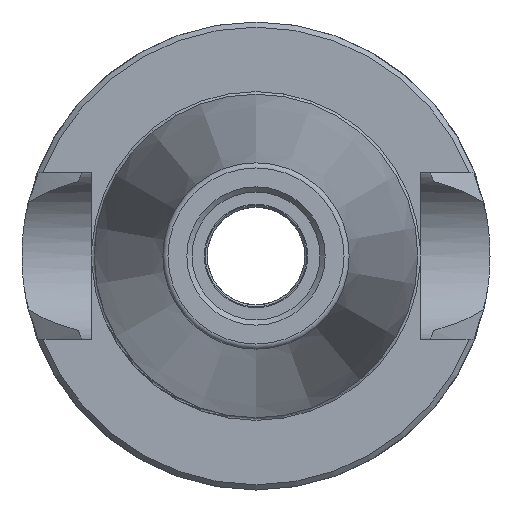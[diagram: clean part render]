
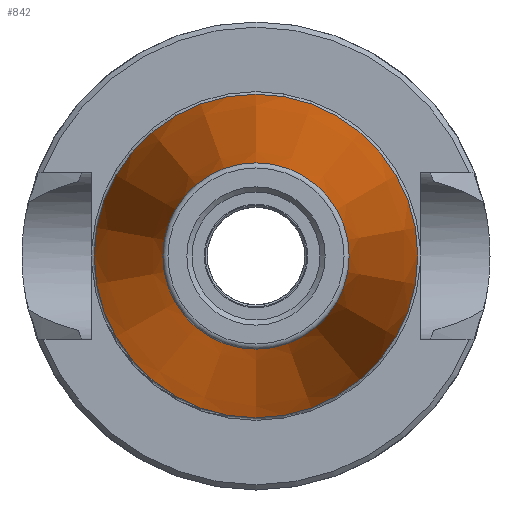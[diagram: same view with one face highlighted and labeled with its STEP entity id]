
A CAD part, left-side view. The second image highlights one B-rep face of the part: STEP entity #842.
In plain terms, the highlighted conical face has half-angle 7.973 degrees and reference radius 15.875 mm.
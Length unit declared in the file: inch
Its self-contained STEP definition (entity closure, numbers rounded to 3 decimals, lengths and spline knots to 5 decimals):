
#45=CONICAL_SURFACE('',#964,0.625,0.139);
#91=LINE('',#1583,#133);
#133=VECTOR('',#1206,0.625);
#225=FACE_OUTER_BOUND('',#282,.T.);
#282=EDGE_LOOP('',(#705,#706,#707,#708,#709));
#333=CIRCLE('',#952,0.35991);
#340=CIRCLE('',#965,0.625);
#341=CIRCLE('',#966,0.625);
#424=VERTEX_POINT('',#1558);
#430=VERTEX_POINT('',#1580);
#431=VERTEX_POINT('',#1581);
#521=EDGE_CURVE('',#424,#424,#333,.T.);
#531=EDGE_CURVE('',#430,#431,#340,.T.);
#532=EDGE_CURVE('',#431,#424,#91,.T.);
#533=EDGE_CURVE('',#431,#430,#341,.T.);
#705=ORIENTED_EDGE('',*,*,#531,.T.);
#706=ORIENTED_EDGE('',*,*,#532,.T.);
#707=ORIENTED_EDGE('',*,*,#521,.T.);
#708=ORIENTED_EDGE('',*,*,#532,.F.);
#709=ORIENTED_EDGE('',*,*,#533,.T.);
#842=ADVANCED_FACE('',(#225),#45,.T.);
#952=AXIS2_PLACEMENT_3D('',#1559,#1175,#1176);
#964=AXIS2_PLACEMENT_3D('',#1579,#1202,#1203);
#965=AXIS2_PLACEMENT_3D('',#1582,#1204,#1205);
#966=AXIS2_PLACEMENT_3D('',#1584,#1207,#1208);
#1175=DIRECTION('center_axis',(1.,0.,0.));
#1176=DIRECTION('ref_axis',(0.,0.,1.));
#1202=DIRECTION('center_axis',(1.,0.,0.));
#1203=DIRECTION('ref_axis',(0.,0.,-1.));
#1204=DIRECTION('center_axis',(-1.,0.,0.));
#1205=DIRECTION('ref_axis',(0.,0.,1.));
#1206=DIRECTION('',(-0.99,0.,-0.139));
#1207=DIRECTION('center_axis',(-1.,0.,0.));
#1208=DIRECTION('ref_axis',(0.,0.,1.));
#1558=CARTESIAN_POINT('',(-1.89277,0.,0.35991));
#1559=CARTESIAN_POINT('Origin',(-1.89277,0.,0.));
#1579=CARTESIAN_POINT('Origin',(0.,0.,0.));
#1580=CARTESIAN_POINT('',(0.,0.,-0.625));
#1581=CARTESIAN_POINT('',(0.,0.,0.625));
#1582=CARTESIAN_POINT('Origin',(0.,0.,0.));
#1583=CARTESIAN_POINT('',(0.,0.,0.625));
#1584=CARTESIAN_POINT('Origin',(0.,0.,0.));
